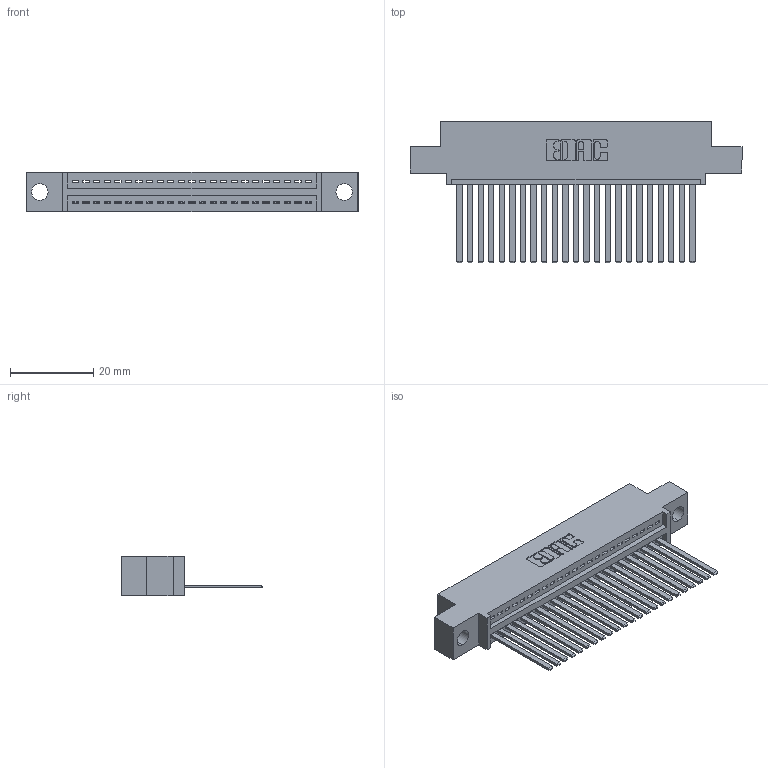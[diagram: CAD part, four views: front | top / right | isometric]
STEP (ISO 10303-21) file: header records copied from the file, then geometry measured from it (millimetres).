
FILE_DESCRIPTION (( 'STEP AP203' ), '1' );
FILE_NAME ('395-023-544-404.STEP', '2018-11-08T09:26:49', ( '' ), ( '' ), 'SwSTEP 2.0', 'SolidWorks 2016', '' );
FILE_SCHEMA (( 'CONFIG_CONTROL_DESIGN' ));
Length unit declared in the file: inch
Products named in the file (3): 345-292-001_345-293-144; 345 Part_0.110 Offset - 0.156 Dia-TH; 395-023-544-404
Assembly tree (24 placements, depth 2):
  395-023-544-404
    345 Part_0.110 Offset - 0.156 Dia-TH
    345-292-001_345-293-144  x23
Bounding box: 79.63 x 33.96 x 9.4 mm (x, y, z)
Volume: 7512.7 mm3; surface area: 10415.9 mm2
Topology: 24 solids, 24 shells, 1326 faces, 3987 edges, 2626 vertices
Faces by surface type: plane 912, cylinder 414
Entity records: 19819 total; most frequent: CARTESIAN_POINT 3441, ORIENTED_EDGE 3398, DIRECTION 3029, EDGE_CURVE 1699, LINE 1479, VECTOR 1479, VERTEX_POINT 1130, AXIS2_PLACEMENT_3D 775
